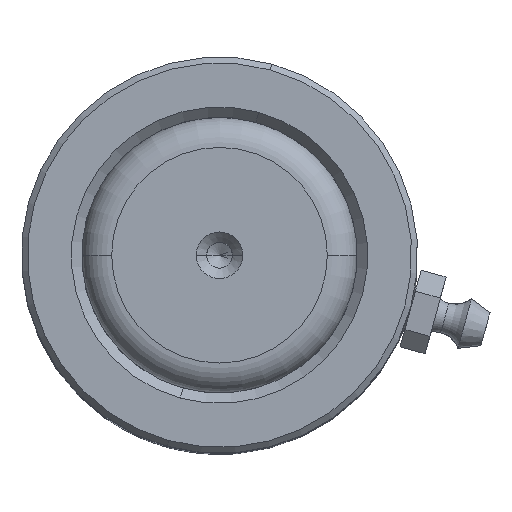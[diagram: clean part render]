
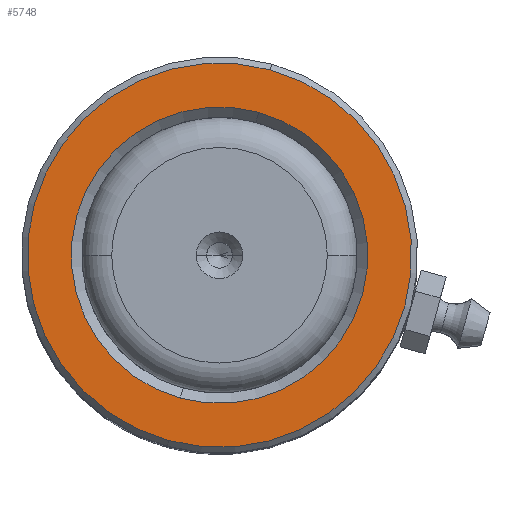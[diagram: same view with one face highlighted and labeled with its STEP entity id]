
A CAD part, top view. The second image highlights one B-rep face of the part: STEP entity #5748.
In plain terms, the highlighted planar face has unit normal (0, 0, 1).
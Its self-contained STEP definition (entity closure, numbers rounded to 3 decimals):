
#505 = AXIS2_PLACEMENT_3D ( 'NONE', #6899, #7585, #3435 ) ;
#1217 = CARTESIAN_POINT ( 'NONE',  ( 0., 0., 80. ) ) ;
#1350 = CARTESIAN_POINT ( 'NONE',  ( 17.2, 0., 80. ) ) ;
#1357 = CARTESIAN_POINT ( 'NONE',  ( 22.3, 0., 80. ) ) ;
#1890 = VERTEX_POINT ( 'NONE', #2925 ) ;
#2253 = DIRECTION ( 'NONE',  ( 1., 0., 0. ) ) ;
#2313 = EDGE_CURVE ( 'NONE', #2885, #1890, #2946, .T. ) ;
#2601 = FACE_OUTER_BOUND ( 'NONE', #6134, .T. ) ;
#2719 = EDGE_CURVE ( 'NONE', #6253, #8815, #7483, .T. ) ;
#2885 = VERTEX_POINT ( 'NONE', #1350 ) ;
#2925 = CARTESIAN_POINT ( 'NONE',  ( -17.2, 0., 80. ) ) ;
#2946 = CIRCLE ( 'NONE', #6192, 17.2 ) ;
#3010 = CARTESIAN_POINT ( 'NONE',  ( 0., 0., 80. ) ) ;
#3059 = AXIS2_PLACEMENT_3D ( 'NONE', #7985, #3912, #3942 ) ;
#3110 = ORIENTED_EDGE ( 'NONE', *, *, #5465, .T. ) ;
#3435 = DIRECTION ( 'NONE',  ( 1., 0., 0. ) ) ;
#3715 = DIRECTION ( 'NONE',  ( 0., 0., 1. ) ) ;
#3803 = AXIS2_PLACEMENT_3D ( 'NONE', #3010, #3715, #4306 ) ;
#3912 = DIRECTION ( 'NONE',  ( 0., 0., 1. ) ) ;
#3942 = DIRECTION ( 'NONE',  ( 1., 0., 0. ) ) ;
#3976 = AXIS2_PLACEMENT_3D ( 'NONE', #6411, #7183, #2253 ) ;
#4306 = DIRECTION ( 'NONE',  ( 1., 0., 0. ) ) ;
#4375 = ORIENTED_EDGE ( 'NONE', *, *, #2313, .T. ) ;
#4440 = CIRCLE ( 'NONE', #3976, 22.3 ) ;
#4727 = EDGE_LOOP ( 'NONE', ( #4375, #3110 ) ) ;
#5083 = CARTESIAN_POINT ( 'NONE',  ( -22.3, 0., 80. ) ) ;
#5465 = EDGE_CURVE ( 'NONE', #1890, #2885, #5648, .T. ) ;
#5524 = ORIENTED_EDGE ( 'NONE', *, *, #5798, .T. ) ;
#5648 = CIRCLE ( 'NONE', #505, 17.2 ) ;
#5748 = ADVANCED_FACE ( 'NONE', ( #2601, #5864 ), #6507, .T. ) ;
#5798 = EDGE_CURVE ( 'NONE', #8815, #6253, #4440, .T. ) ;
#5864 = FACE_BOUND ( 'NONE', #4727, .T. ) ;
#5950 = DIRECTION ( 'NONE',  ( 1., 0., 0. ) ) ;
#5978 = DIRECTION ( 'NONE',  ( 0., 0., -1. ) ) ;
#6104 = ORIENTED_EDGE ( 'NONE', *, *, #2719, .T. ) ;
#6134 = EDGE_LOOP ( 'NONE', ( #5524, #6104 ) ) ;
#6192 = AXIS2_PLACEMENT_3D ( 'NONE', #1217, #5978, #5950 ) ;
#6253 = VERTEX_POINT ( 'NONE', #1357 ) ;
#6411 = CARTESIAN_POINT ( 'NONE',  ( 0., 0., 80. ) ) ;
#6507 = PLANE ( 'NONE',  #3803 ) ;
#6899 = CARTESIAN_POINT ( 'NONE',  ( 0., 0., 80. ) ) ;
#7183 = DIRECTION ( 'NONE',  ( 0., 0., 1. ) ) ;
#7483 = CIRCLE ( 'NONE', #3059, 22.3 ) ;
#7585 = DIRECTION ( 'NONE',  ( 0., 0., -1. ) ) ;
#7985 = CARTESIAN_POINT ( 'NONE',  ( 0., 0., 80. ) ) ;
#8815 = VERTEX_POINT ( 'NONE', #5083 ) ;
